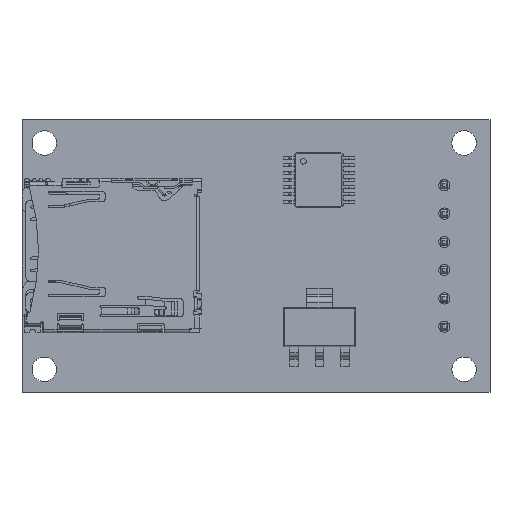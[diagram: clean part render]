
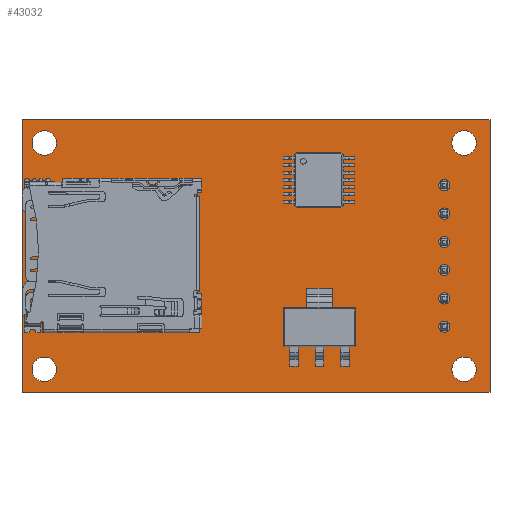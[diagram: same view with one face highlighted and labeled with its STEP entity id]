
A CAD part, top view. The second image highlights one B-rep face of the part: STEP entity #43032.
In plain terms, the highlighted planar face has unit normal (0, 0, 1).
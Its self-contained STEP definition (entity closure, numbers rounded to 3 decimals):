
#42810 = VERTEX_POINT('',#42811);
#42811 = CARTESIAN_POINT('',(4.109,-18.553,1.51));
#42817 = EDGE_CURVE('',#42810,#42818,#42820,.T.);
#42818 = VERTEX_POINT('',#42819);
#42819 = CARTESIAN_POINT('',(-37.891,-18.553,1.51));
#42820 = LINE('',#42821,#42822);
#42821 = CARTESIAN_POINT('',(4.109,-18.553,1.51));
#42822 = VECTOR('',#42823,1.);
#42823 = DIRECTION('',(-1.,0.,0.));
#42850 = VERTEX_POINT('',#42851);
#42851 = CARTESIAN_POINT('',(4.109,5.897,1.51));
#42857 = EDGE_CURVE('',#42850,#42810,#42858,.T.);
#42858 = LINE('',#42859,#42860);
#42859 = CARTESIAN_POINT('',(4.109,5.897,1.51));
#42860 = VECTOR('',#42861,1.);
#42861 = DIRECTION('',(0.,-1.,0.));
#42879 = EDGE_CURVE('',#42818,#42880,#42882,.T.);
#42880 = VERTEX_POINT('',#42881);
#42881 = CARTESIAN_POINT('',(-37.891,5.897,1.51));
#42882 = LINE('',#42883,#42884);
#42883 = CARTESIAN_POINT('',(-37.891,-18.553,1.51));
#42884 = VECTOR('',#42885,1.);
#42885 = DIRECTION('',(0.,1.,0.));
#43032 = ADVANCED_FACE('',(#43033,#43044,#43055,#43066,#43077,#43088,
    #43099,#43110,#43121,#43132,#43143),#43154,.T.);
#43033 = FACE_BOUND('',#43034,.T.);
#43034 = EDGE_LOOP('',(#43035,#43036,#43037,#43043));
#43035 = ORIENTED_EDGE('',*,*,#42817,.F.);
#43036 = ORIENTED_EDGE('',*,*,#42857,.F.);
#43037 = ORIENTED_EDGE('',*,*,#43038,.F.);
#43038 = EDGE_CURVE('',#42880,#42850,#43039,.T.);
#43039 = LINE('',#43040,#43041);
#43040 = CARTESIAN_POINT('',(-37.891,5.897,1.51));
#43041 = VECTOR('',#43042,1.);
#43042 = DIRECTION('',(1.,0.,0.));
#43043 = ORIENTED_EDGE('',*,*,#42879,.F.);
#43044 = FACE_BOUND('',#43045,.T.);
#43045 = EDGE_LOOP('',(#43046));
#43046 = ORIENTED_EDGE('',*,*,#43047,.T.);
#43047 = EDGE_CURVE('',#43048,#43048,#43050,.T.);
#43048 = VERTEX_POINT('',#43049);
#43049 = CARTESIAN_POINT('',(-35.891,-17.603,1.51));
#43050 = CIRCLE('',#43051,1.1);
#43051 = AXIS2_PLACEMENT_3D('',#43052,#43053,#43054);
#43052 = CARTESIAN_POINT('',(-35.891,-16.503,1.51));
#43053 = DIRECTION('',(-0.,0.,-1.));
#43054 = DIRECTION('',(-0.,-1.,0.));
#43055 = FACE_BOUND('',#43056,.T.);
#43056 = EDGE_LOOP('',(#43057));
#43057 = ORIENTED_EDGE('',*,*,#43058,.T.);
#43058 = EDGE_CURVE('',#43059,#43059,#43061,.T.);
#43059 = VERTEX_POINT('',#43060);
#43060 = CARTESIAN_POINT('',(1.784,-17.603,1.51));
#43061 = CIRCLE('',#43062,1.1);
#43062 = AXIS2_PLACEMENT_3D('',#43063,#43064,#43065);
#43063 = CARTESIAN_POINT('',(1.784,-16.503,1.51));
#43064 = DIRECTION('',(-0.,0.,-1.));
#43065 = DIRECTION('',(-0.,-1.,0.));
#43066 = FACE_BOUND('',#43067,.T.);
#43067 = EDGE_LOOP('',(#43068));
#43068 = ORIENTED_EDGE('',*,*,#43069,.T.);
#43069 = EDGE_CURVE('',#43070,#43070,#43072,.T.);
#43070 = VERTEX_POINT('',#43071);
#43071 = CARTESIAN_POINT('',(0.009,-13.178,1.51));
#43072 = CIRCLE('',#43073,0.5);
#43073 = AXIS2_PLACEMENT_3D('',#43074,#43075,#43076);
#43074 = CARTESIAN_POINT('',(0.009,-12.678,1.51));
#43075 = DIRECTION('',(-0.,0.,-1.));
#43076 = DIRECTION('',(0.,-1.,0.));
#43077 = FACE_BOUND('',#43078,.T.);
#43078 = EDGE_LOOP('',(#43079));
#43079 = ORIENTED_EDGE('',*,*,#43080,.T.);
#43080 = EDGE_CURVE('',#43081,#43081,#43083,.T.);
#43081 = VERTEX_POINT('',#43082);
#43082 = CARTESIAN_POINT('',(0.009,-10.638,1.51));
#43083 = CIRCLE('',#43084,0.5);
#43084 = AXIS2_PLACEMENT_3D('',#43085,#43086,#43087);
#43085 = CARTESIAN_POINT('',(0.009,-10.138,1.51));
#43086 = DIRECTION('',(-0.,0.,-1.));
#43087 = DIRECTION('',(0.,-1.,0.));
#43088 = FACE_BOUND('',#43089,.T.);
#43089 = EDGE_LOOP('',(#43090));
#43090 = ORIENTED_EDGE('',*,*,#43091,.T.);
#43091 = EDGE_CURVE('',#43092,#43092,#43094,.T.);
#43092 = VERTEX_POINT('',#43093);
#43093 = CARTESIAN_POINT('',(0.009,-8.098,1.51));
#43094 = CIRCLE('',#43095,0.5);
#43095 = AXIS2_PLACEMENT_3D('',#43096,#43097,#43098);
#43096 = CARTESIAN_POINT('',(0.009,-7.598,1.51));
#43097 = DIRECTION('',(-0.,0.,-1.));
#43098 = DIRECTION('',(0.,-1.,0.));
#43099 = FACE_BOUND('',#43100,.T.);
#43100 = EDGE_LOOP('',(#43101));
#43101 = ORIENTED_EDGE('',*,*,#43102,.T.);
#43102 = EDGE_CURVE('',#43103,#43103,#43105,.T.);
#43103 = VERTEX_POINT('',#43104);
#43104 = CARTESIAN_POINT('',(-35.891,2.712,1.51));
#43105 = CIRCLE('',#43106,1.1);
#43106 = AXIS2_PLACEMENT_3D('',#43107,#43108,#43109);
#43107 = CARTESIAN_POINT('',(-35.891,3.812,1.51));
#43108 = DIRECTION('',(-0.,0.,-1.));
#43109 = DIRECTION('',(-0.,-1.,0.));
#43110 = FACE_BOUND('',#43111,.T.);
#43111 = EDGE_LOOP('',(#43112));
#43112 = ORIENTED_EDGE('',*,*,#43113,.T.);
#43113 = EDGE_CURVE('',#43114,#43114,#43116,.T.);
#43114 = VERTEX_POINT('',#43115);
#43115 = CARTESIAN_POINT('',(0.009,-5.558,1.51));
#43116 = CIRCLE('',#43117,0.5);
#43117 = AXIS2_PLACEMENT_3D('',#43118,#43119,#43120);
#43118 = CARTESIAN_POINT('',(0.009,-5.058,1.51));
#43119 = DIRECTION('',(-0.,0.,-1.));
#43120 = DIRECTION('',(0.,-1.,0.));
#43121 = FACE_BOUND('',#43122,.T.);
#43122 = EDGE_LOOP('',(#43123));
#43123 = ORIENTED_EDGE('',*,*,#43124,.T.);
#43124 = EDGE_CURVE('',#43125,#43125,#43127,.T.);
#43125 = VERTEX_POINT('',#43126);
#43126 = CARTESIAN_POINT('',(0.009,-3.018,1.51));
#43127 = CIRCLE('',#43128,0.5);
#43128 = AXIS2_PLACEMENT_3D('',#43129,#43130,#43131);
#43129 = CARTESIAN_POINT('',(0.009,-2.518,1.51));
#43130 = DIRECTION('',(-0.,0.,-1.));
#43131 = DIRECTION('',(0.,-1.,0.));
#43132 = FACE_BOUND('',#43133,.T.);
#43133 = EDGE_LOOP('',(#43134));
#43134 = ORIENTED_EDGE('',*,*,#43135,.T.);
#43135 = EDGE_CURVE('',#43136,#43136,#43138,.T.);
#43136 = VERTEX_POINT('',#43137);
#43137 = CARTESIAN_POINT('',(0.009,-0.478,1.51));
#43138 = CIRCLE('',#43139,0.5);
#43139 = AXIS2_PLACEMENT_3D('',#43140,#43141,#43142);
#43140 = CARTESIAN_POINT('',(0.009,0.022,1.51));
#43141 = DIRECTION('',(-0.,0.,-1.));
#43142 = DIRECTION('',(0.,-1.,0.));
#43143 = FACE_BOUND('',#43144,.T.);
#43144 = EDGE_LOOP('',(#43145));
#43145 = ORIENTED_EDGE('',*,*,#43146,.T.);
#43146 = EDGE_CURVE('',#43147,#43147,#43149,.T.);
#43147 = VERTEX_POINT('',#43148);
#43148 = CARTESIAN_POINT('',(1.784,2.712,1.51));
#43149 = CIRCLE('',#43150,1.1);
#43150 = AXIS2_PLACEMENT_3D('',#43151,#43152,#43153);
#43151 = CARTESIAN_POINT('',(1.784,3.812,1.51));
#43152 = DIRECTION('',(-0.,0.,-1.));
#43153 = DIRECTION('',(0.,-1.,0.));
#43154 = PLANE('',#43155);
#43155 = AXIS2_PLACEMENT_3D('',#43156,#43157,#43158);
#43156 = CARTESIAN_POINT('',(0.,0.,1.51));
#43157 = DIRECTION('',(0.,0.,1.));
#43158 = DIRECTION('',(1.,0.,-0.));
